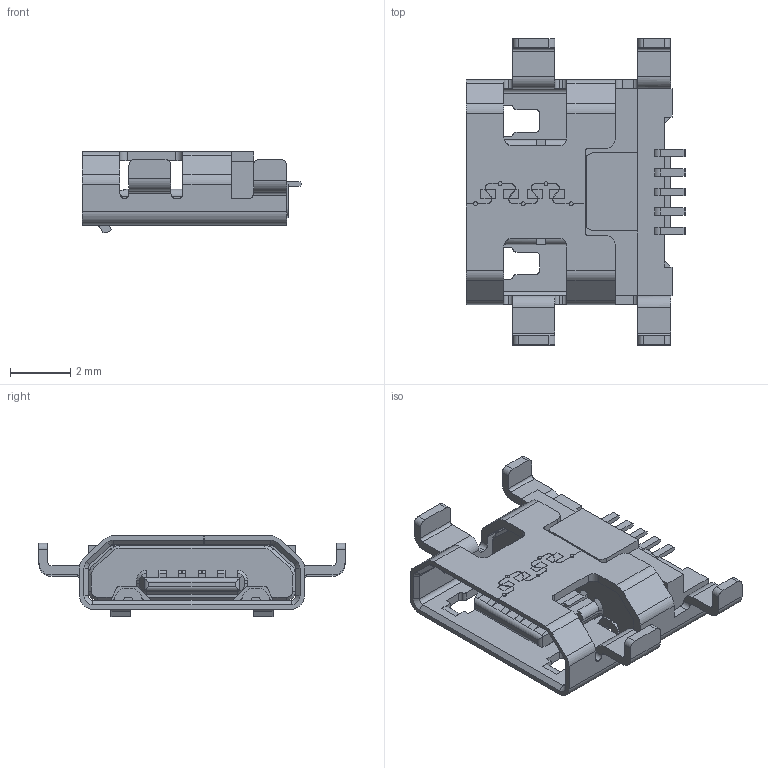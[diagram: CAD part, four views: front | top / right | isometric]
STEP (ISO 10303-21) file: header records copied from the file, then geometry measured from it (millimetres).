
FILE_DESCRIPTION(('CoCreate Modeling STEP Export'),'2;1');
FILE_NAME('1.stp','2015-03-06T14:00:12',(''),(''),'CoCreate Modeling STEP processor for AP214 (Solid Model)','CoCreate Modeling 16.00 13-May-2008 (C) Parametric Technology GmbH','');
FILE_SCHEMA(('AUTOMOTIVE_DESIGN { 1 0 10303 214 1 1 1 1 }'));
Length unit declared in the file: millimetre
Products named in the file (28): terminal; 4DIP08XIAWUFANBIAN_ASM; 1111.stp.1.2.1; a1; 1111.stp.1.2.1.1; housing.1.1; 沉板1.0加长型不带铁片; 010101020-093_沉板1.0加长型.stp; 1.stp
Assembly tree (27 placements, depth 8):
  1.stp
    010101020-093_沉板1.0加长型.stp
      沉板1.0加长型不带铁片
        1111.stp.1.2.1
          1111.stp.1.2.1
            4DIP08XIAWUFANBIAN_ASM
              terminal
          4DIP08XIAWUFANBIAN_ASM
            terminal
          a1
            4DIP08XIAWUFANBIAN_ASM
              terminal
            1111.stp.1.2.1
              4DIP08XIAWUFANBIAN_ASM
                terminal
        housing.1.1
        1111.stp.1.2.1.1
          1111.stp.1.2.1
            4DIP08XIAWUFANBIAN_ASM
              terminal
          4DIP08XIAWUFANBIAN_ASM
            terminal
          a1
            4DIP08XIAWUFANBIAN_ASM
              terminal
            1111.stp.1.2.1
              4DIP08XIAWUFANBIAN_ASM
                terminal
Bounding box: 7.3 x 10.2 x 2.72 mm (x, y, z)
Volume: 65.8 mm3; surface area: 301.8 mm2
Topology: 1 solids, 1 shells, 680 faces, 1989 edges, 1281 vertices
Faces by surface type: plane 470, cylinder 196, cone 12, torus 2
Entity records: 22247 total; most frequent: ORIENTED_EDGE 3996, CARTESIAN_POINT 3897, DIRECTION 3501, EDGE_CURVE 1989, VECTOR 1419, LINE 1419, VERTEX_POINT 1281, AXIS2_PLACEMENT_3D 1041
